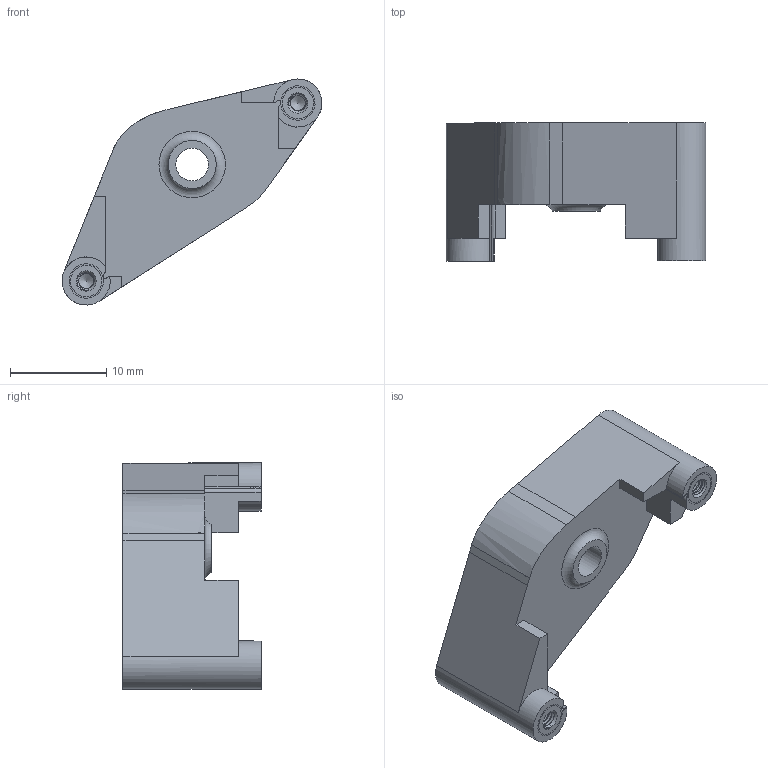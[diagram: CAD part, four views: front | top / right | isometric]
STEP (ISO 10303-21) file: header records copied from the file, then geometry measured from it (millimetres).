
FILE_DESCRIPTION(/* description */ (''),/* implementation_level */ '2;1');
FILE_NAME(/* name */ 'DVK Test Fixture.stp',/* time_stamp */ '2017-11-21T12:50:27+02:00',/* author */ ('M.Hamouda'),/* organization */ (''),/* preprocessor_version */ 'ST-DEVELOPER v15.6',/* originating_system */ 'Autodesk Inventor 2015',/* authorisation */ '');
FILE_SCHEMA (('AUTOMOTIVE_DESIGN { 1 0 10303 214 3 1 1 }'));
Products named in the file (3): For M35L01; 94180A307_METRIC BRASS HEAT-SET INSERT FOR PLAST; Assembly1
Bounding box: 26.99 x 14.35 x 23.5 mm (x, y, z)
Volume: 2716 mm3; surface area: 2090.7 mm2
Topology: 3 solids, 3 shells, 1379 faces, 2356 edges, 993 vertices
Faces by surface type: bspline 1161, plane 182, cylinder 22, cone 13, torus 1
Full cylindrical faces by diameter (mm): 2.964 x2, 3.222 x2, 3.27 x2, 3.4 x1, 3.58 x2, 5.315 x1, 8.325 x1, 9.071 x1
Entity records: 40116 total; most frequent: CARTESIAN_POINT 30030, ORIENTED_EDGE 2432, DIRECTION 1394, EDGE_CURVE 1216, EDGE_LOOP 741, FACE_OUTER_BOUND 713, ADVANCED_FACE 713, VERTEX_POINT 531
